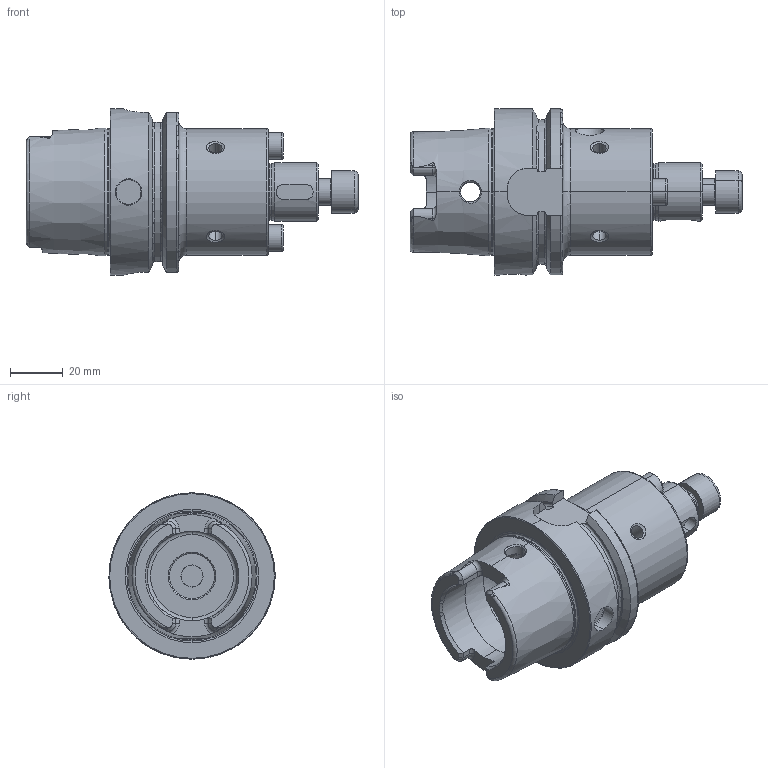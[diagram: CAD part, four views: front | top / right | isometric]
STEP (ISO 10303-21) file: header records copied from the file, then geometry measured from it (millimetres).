
FILE_DESCRIPTION (( 'STEP AP214' ), '1' );
FILE_NAME ('HA6.D22.K01.060.STEP', '2011-10-06T11:05:38', ( 'SwiAdmin' ), ( '' ), 'SwSTEP 2.0', 'SolidWorks 2011', '' );
FILE_SCHEMA (( 'AUTOMOTIVE_DESIGN' ));
Length unit declared in the file: millimetre
Products named in the file (4): D22-ER2.001.017_B; D22-ER1.002.025_A_Default; HA6-D22.K01.060_C_Fertigbearbeitung; HA6.D22.K01.060
Assembly tree (4 placements, depth 2):
  HA6.D22.K01.060
    D22-ER2.001.017_B  x2
    D22-ER1.002.025_A_Default
    HA6-D22.K01.060_C_Fertigbearbeitung
Bounding box: 125.9 x 63 x 63 mm (x, y, z)
Volume: 148104.3 mm3; surface area: 35130.3 mm2
Topology: 4 solids, 4 shells, 381 faces, 933 edges, 557 vertices
Faces by surface type: cylinder 109, cone 98, plane 91, torus 69, bspline 12, sphere 2
Entity records: 13314 total; most frequent: CARTESIAN_POINT 4158, ORIENTED_EDGE 1616, DIRECTION 1591, EDGE_CURVE 808, AXIS2_PLACEMENT_3D 650, VERTEX_POINT 496, EDGE_LOOP 364, FACE_OUTER_BOUND 336
